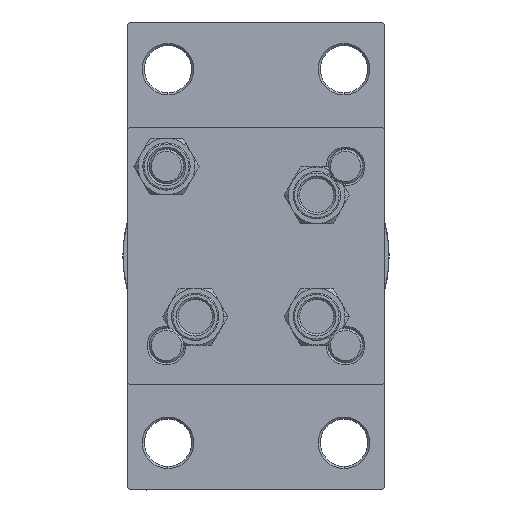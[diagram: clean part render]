
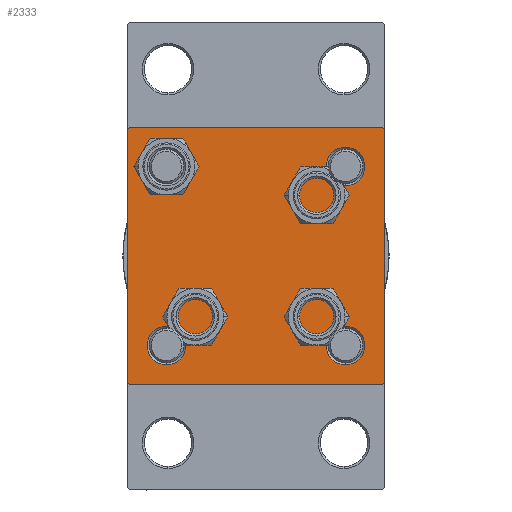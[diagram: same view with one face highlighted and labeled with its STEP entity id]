
A CAD part, left-side view. The second image highlights one B-rep face of the part: STEP entity #2333.
In plain terms, the highlighted planar face has unit normal (-1, 0, 0).
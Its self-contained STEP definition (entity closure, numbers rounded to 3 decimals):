
#42 = AXIS2_PLACEMENT_3D ( 'NONE', #2822, #40139, #21382 ) ;
#49 = CARTESIAN_POINT ( 'NONE',  ( 0., 30., -30. ) ) ;
#64 = ORIENTED_EDGE ( 'NONE', *, *, #15500, .F. ) ;
#137 = VECTOR ( 'NONE', #19327, 1000. ) ;
#956 = EDGE_CURVE ( 'NONE', #14415, #46366, #48055, .T. ) ;
#1107 = EDGE_CURVE ( 'NONE', #40995, #22639, #37140, .T. ) ;
#1547 = CIRCLE ( 'NONE', #41269, 4.5 ) ;
#2022 = ORIENTED_EDGE ( 'NONE', *, *, #9762, .T. ) ;
#2103 = AXIS2_PLACEMENT_3D ( 'NONE', #6900, #35703, #35461 ) ;
#2132 = DIRECTION ( 'NONE',  ( 0., 0., 1. ) ) ;
#2333 = ADVANCED_FACE ( 'NONE', ( #25870, #14647, #15135, #3659, #28643 ), #30257, .T. ) ;
#2768 = DIRECTION ( 'NONE',  ( 0., 0., 1. ) ) ;
#2822 = CARTESIAN_POINT ( 'NONE',  ( 0., -20.85, 20.85 ) ) ;
#3357 = EDGE_CURVE ( 'NONE', #46366, #14415, #39573, .T. ) ;
#3617 = LINE ( 'NONE', #10232, #12726 ) ;
#3659 = FACE_BOUND ( 'NONE', #33488, .T. ) ;
#3932 = CARTESIAN_POINT ( 'NONE',  ( 0., -20.85, 20.85 ) ) ;
#3978 = DIRECTION ( 'NONE',  ( 0., 0., 1. ) ) ;
#4358 = ORIENTED_EDGE ( 'NONE', *, *, #36973, .T. ) ;
#4517 = EDGE_CURVE ( 'NONE', #31395, #21495, #22178, .T. ) ;
#4925 = CARTESIAN_POINT ( 'NONE',  ( 0., 30., 30. ) ) ;
#5235 = VECTOR ( 'NONE', #11282, 1000. ) ;
#5436 = CARTESIAN_POINT ( 'NONE',  ( 0., 20.85, 16.35 ) ) ;
#5611 = CARTESIAN_POINT ( 'NONE',  ( 0., -20.85, 25.35 ) ) ;
#6409 = CARTESIAN_POINT ( 'NONE',  ( 0., 29.75, 29.75 ) ) ;
#6666 = VERTEX_POINT ( 'NONE', #9811 ) ;
#6815 = DIRECTION ( 'NONE',  ( 0., -0.707, 0.707 ) ) ;
#6900 = CARTESIAN_POINT ( 'NONE',  ( 0., -20.85, -20.85 ) ) ;
#7034 = CARTESIAN_POINT ( 'NONE',  ( 0., -20.85, 16.35 ) ) ;
#7501 = EDGE_CURVE ( 'NONE', #27000, #23052, #1547, .T. ) ;
#8740 = ORIENTED_EDGE ( 'NONE', *, *, #1107, .T. ) ;
#9307 = CARTESIAN_POINT ( 'NONE',  ( 0., 30., 30. ) ) ;
#9703 = DIRECTION ( 'NONE',  ( 1., 0., 0. ) ) ;
#9762 = EDGE_CURVE ( 'NONE', #23052, #27000, #45238, .T. ) ;
#9811 = CARTESIAN_POINT ( 'NONE',  ( 0., 20.85, -25.35 ) ) ;
#10232 = CARTESIAN_POINT ( 'NONE',  ( 0., -29.75, -29.75 ) ) ;
#10314 = EDGE_CURVE ( 'NONE', #20413, #15192, #21265, .T. ) ;
#10596 = CARTESIAN_POINT ( 'NONE',  ( 0., -30., 29.5 ) ) ;
#11093 = AXIS2_PLACEMENT_3D ( 'NONE', #37402, #48128, #3978 ) ;
#11282 = DIRECTION ( 'NONE',  ( 0., -1., 0. ) ) ;
#12726 = VECTOR ( 'NONE', #6815, 1000. ) ;
#13225 = DIRECTION ( 'NONE',  ( 0., 0., 1. ) ) ;
#13426 = CIRCLE ( 'NONE', #32916, 4.5 ) ;
#14337 = CARTESIAN_POINT ( 'NONE',  ( 0., 20.85, -20.85 ) ) ;
#14415 = VERTEX_POINT ( 'NONE', #38622 ) ;
#14462 = EDGE_LOOP ( 'NONE', ( #4358, #23003 ) ) ;
#14647 = FACE_BOUND ( 'NONE', #28020, .T. ) ;
#15135 = FACE_BOUND ( 'NONE', #14462, .T. ) ;
#15192 = VERTEX_POINT ( 'NONE', #15976 ) ;
#15500 = EDGE_CURVE ( 'NONE', #17413, #21495, #27126, .T. ) ;
#15803 = CIRCLE ( 'NONE', #11093, 4.5 ) ;
#15976 = CARTESIAN_POINT ( 'NONE',  ( 0., 30., -29.5 ) ) ;
#16432 = EDGE_CURVE ( 'NONE', #28154, #34027, #15803, .T. ) ;
#16759 = DIRECTION ( 'NONE',  ( 0., -0.707, -0.707 ) ) ;
#16998 = AXIS2_PLACEMENT_3D ( 'NONE', #47012, #9703, #2132 ) ;
#17371 = DIRECTION ( 'NONE',  ( 1., 0., 0. ) ) ;
#17413 = VERTEX_POINT ( 'NONE', #23444 ) ;
#17431 = ORIENTED_EDGE ( 'NONE', *, *, #32296, .T. ) ;
#17654 = CARTESIAN_POINT ( 'NONE',  ( 0., 29.5, -30. ) ) ;
#17759 = DIRECTION ( 'NONE',  ( 0., 0., 1. ) ) ;
#18513 = DIRECTION ( 'NONE',  ( 0., 0.707, 0.707 ) ) ;
#18827 = DIRECTION ( 'NONE',  ( 0., 0., 1. ) ) ;
#19322 = CARTESIAN_POINT ( 'NONE',  ( 0., 20.85, -16.35 ) ) ;
#19327 = DIRECTION ( 'NONE',  ( 0., -1., 0. ) ) ;
#19367 = CIRCLE ( 'NONE', #33385, 4.5 ) ;
#19452 = EDGE_CURVE ( 'NONE', #34027, #28154, #13426, .T. ) ;
#20273 = DIRECTION ( 'NONE',  ( 0., 0., -1. ) ) ;
#20413 = VERTEX_POINT ( 'NONE', #36058 ) ;
#21184 = ORIENTED_EDGE ( 'NONE', *, *, #47575, .T. ) ;
#21265 = LINE ( 'NONE', #9307, #42908 ) ;
#21304 = DIRECTION ( 'NONE',  ( 0., 0.707, -0.707 ) ) ;
#21382 = DIRECTION ( 'NONE',  ( 0., 0., 1. ) ) ;
#21495 = VERTEX_POINT ( 'NONE', #24269 ) ;
#22178 = LINE ( 'NONE', #29501, #44270 ) ;
#22639 = VERTEX_POINT ( 'NONE', #27642 ) ;
#23003 = ORIENTED_EDGE ( 'NONE', *, *, #37945, .T. ) ;
#23052 = VERTEX_POINT ( 'NONE', #5611 ) ;
#23444 = CARTESIAN_POINT ( 'NONE',  ( 0., 29.5, 30. ) ) ;
#24081 = LINE ( 'NONE', #38944, #45674 ) ;
#24269 = CARTESIAN_POINT ( 'NONE',  ( 0., -29.5, 30. ) ) ;
#24576 = CARTESIAN_POINT ( 'NONE',  ( 0., -30., -29.5 ) ) ;
#25870 = FACE_BOUND ( 'NONE', #28870, .T. ) ;
#26252 = VECTOR ( 'NONE', #21304, 1000. ) ;
#26869 = DIRECTION ( 'NONE',  ( 1., 0., 0. ) ) ;
#27000 = VERTEX_POINT ( 'NONE', #7034 ) ;
#27126 = LINE ( 'NONE', #4925, #137 ) ;
#27304 = VERTEX_POINT ( 'NONE', #24576 ) ;
#27642 = CARTESIAN_POINT ( 'NONE',  ( 0., -29.5, -30. ) ) ;
#28020 = EDGE_LOOP ( 'NONE', ( #41397, #42192 ) ) ;
#28154 = VERTEX_POINT ( 'NONE', #46465 ) ;
#28643 = FACE_OUTER_BOUND ( 'NONE', #46382, .T. ) ;
#28870 = EDGE_LOOP ( 'NONE', ( #2022, #33537 ) ) ;
#29501 = CARTESIAN_POINT ( 'NONE',  ( 0., -29.75, 29.75 ) ) ;
#30257 = PLANE ( 'NONE',  #38763 ) ;
#31395 = VERTEX_POINT ( 'NONE', #10596 ) ;
#31932 = VECTOR ( 'NONE', #20273, 1000. ) ;
#31995 = CARTESIAN_POINT ( 'NONE',  ( 0., -20.85, -20.85 ) ) ;
#32296 = EDGE_CURVE ( 'NONE', #15192, #40995, #24081, .T. ) ;
#32471 = DIRECTION ( 'NONE',  ( 0., 0., -1. ) ) ;
#32916 = AXIS2_PLACEMENT_3D ( 'NONE', #40939, #33387, #36337 ) ;
#32920 = CARTESIAN_POINT ( 'NONE',  ( 0., -20.85, -16.35 ) ) ;
#33361 = CIRCLE ( 'NONE', #16998, 4.5 ) ;
#33385 = AXIS2_PLACEMENT_3D ( 'NONE', #14337, #44077, #17759 ) ;
#33387 = DIRECTION ( 'NONE',  ( 1., 0., 0. ) ) ;
#33488 = EDGE_LOOP ( 'NONE', ( #41217, #38987 ) ) ;
#33537 = ORIENTED_EDGE ( 'NONE', *, *, #7501, .T. ) ;
#34027 = VERTEX_POINT ( 'NONE', #5436 ) ;
#34215 = EDGE_CURVE ( 'NONE', #17413, #20413, #39822, .T. ) ;
#35461 = DIRECTION ( 'NONE',  ( 0., 0., 1. ) ) ;
#35703 = DIRECTION ( 'NONE',  ( 1., 0., 0. ) ) ;
#35760 = ORIENTED_EDGE ( 'NONE', *, *, #40010, .F. ) ;
#35948 = ORIENTED_EDGE ( 'NONE', *, *, #4517, .T. ) ;
#36058 = CARTESIAN_POINT ( 'NONE',  ( 0., 30., 29.5 ) ) ;
#36337 = DIRECTION ( 'NONE',  ( 0., 0., 1. ) ) ;
#36973 = EDGE_CURVE ( 'NONE', #39907, #6666, #33361, .T. ) ;
#37140 = LINE ( 'NONE', #49, #5235 ) ;
#37326 = CARTESIAN_POINT ( 'NONE',  ( 0., 0., 0. ) ) ;
#37402 = CARTESIAN_POINT ( 'NONE',  ( 0., 20.85, 20.85 ) ) ;
#37945 = EDGE_CURVE ( 'NONE', #6666, #39907, #19367, .T. ) ;
#38009 = AXIS2_PLACEMENT_3D ( 'NONE', #31995, #17371, #13225 ) ;
#38204 = ORIENTED_EDGE ( 'NONE', *, *, #34215, .T. ) ;
#38622 = CARTESIAN_POINT ( 'NONE',  ( 0., -20.85, -25.35 ) ) ;
#38763 = AXIS2_PLACEMENT_3D ( 'NONE', #37326, #39847, #2768 ) ;
#38944 = CARTESIAN_POINT ( 'NONE',  ( 0., 29.75, -29.75 ) ) ;
#38987 = ORIENTED_EDGE ( 'NONE', *, *, #19452, .T. ) ;
#39573 = CIRCLE ( 'NONE', #38009, 4.5 ) ;
#39772 = LINE ( 'NONE', #46123, #31932 ) ;
#39822 = LINE ( 'NONE', #6409, #26252 ) ;
#39847 = DIRECTION ( 'NONE',  ( -1., 0., 0. ) ) ;
#39907 = VERTEX_POINT ( 'NONE', #19322 ) ;
#40010 = EDGE_CURVE ( 'NONE', #31395, #27304, #39772, .T. ) ;
#40139 = DIRECTION ( 'NONE',  ( 1., 0., 0. ) ) ;
#40939 = CARTESIAN_POINT ( 'NONE',  ( 0., 20.85, 20.85 ) ) ;
#40995 = VERTEX_POINT ( 'NONE', #17654 ) ;
#41217 = ORIENTED_EDGE ( 'NONE', *, *, #16432, .T. ) ;
#41269 = AXIS2_PLACEMENT_3D ( 'NONE', #3932, #26869, #18827 ) ;
#41397 = ORIENTED_EDGE ( 'NONE', *, *, #3357, .T. ) ;
#42192 = ORIENTED_EDGE ( 'NONE', *, *, #956, .T. ) ;
#42908 = VECTOR ( 'NONE', #32471, 1000. ) ;
#44077 = DIRECTION ( 'NONE',  ( 1., 0., 0. ) ) ;
#44270 = VECTOR ( 'NONE', #18513, 1000. ) ;
#44457 = ORIENTED_EDGE ( 'NONE', *, *, #10314, .T. ) ;
#45238 = CIRCLE ( 'NONE', #42, 4.5 ) ;
#45674 = VECTOR ( 'NONE', #16759, 1000. ) ;
#46123 = CARTESIAN_POINT ( 'NONE',  ( 0., -30., 30. ) ) ;
#46366 = VERTEX_POINT ( 'NONE', #32920 ) ;
#46382 = EDGE_LOOP ( 'NONE', ( #44457, #17431, #8740, #21184, #35760, #35948, #64, #38204 ) ) ;
#46465 = CARTESIAN_POINT ( 'NONE',  ( 0., 20.85, 25.35 ) ) ;
#47012 = CARTESIAN_POINT ( 'NONE',  ( 0., 20.85, -20.85 ) ) ;
#47575 = EDGE_CURVE ( 'NONE', #22639, #27304, #3617, .T. ) ;
#48055 = CIRCLE ( 'NONE', #2103, 4.5 ) ;
#48128 = DIRECTION ( 'NONE',  ( 1., 0., 0. ) ) ;
